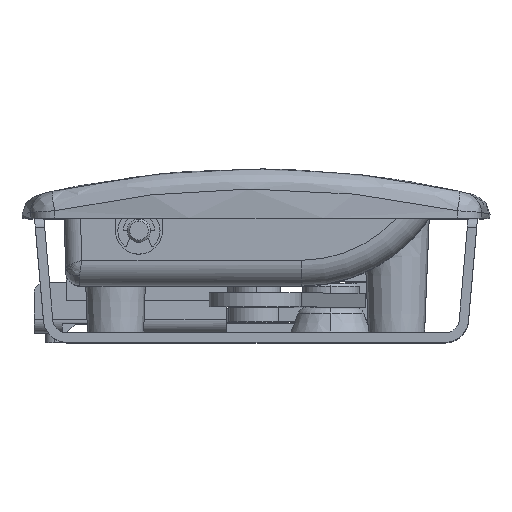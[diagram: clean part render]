
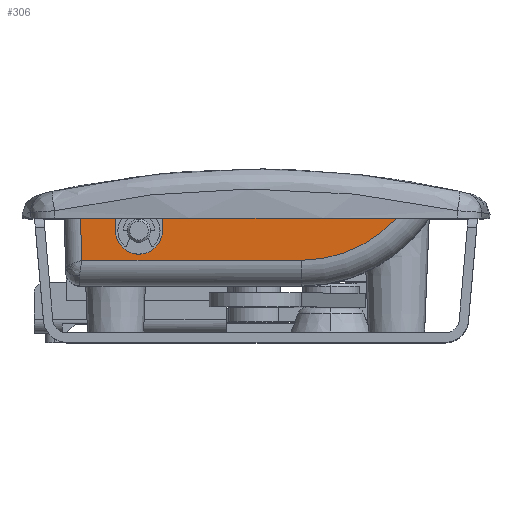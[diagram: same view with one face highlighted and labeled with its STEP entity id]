
A CAD part, top view. The second image highlights one B-rep face of the part: STEP entity #306.
In plain terms, the highlighted planar face has unit normal (0, 0, 1).
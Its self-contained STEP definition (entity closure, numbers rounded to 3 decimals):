
#306 = ADVANCED_FACE ( 'NONE', ( #3916, #9326 ), #13128, .T. ) ;
#341 = EDGE_CURVE ( 'NONE', #3462, #4695, #18448, .T. ) ;
#446 = ORIENTED_EDGE ( 'NONE', *, *, #8810, .T. ) ;
#541 = AXIS2_PLACEMENT_3D ( 'NONE', #17742, #13877, #11940 ) ;
#1483 = VERTEX_POINT ( 'NONE', #17783 ) ;
#2320 = VERTEX_POINT ( 'NONE', #6549 ) ;
#2924 = VERTEX_POINT ( 'NONE', #5145 ) ;
#3022 = EDGE_CURVE ( 'NONE', #2320, #13888, #7213, .T. ) ;
#3223 = EDGE_CURVE ( 'NONE', #8442, #11967, #17709, .T. ) ;
#3241 = VECTOR ( 'NONE', #4722, 1000. ) ;
#3331 = DIRECTION ( 'NONE',  ( 0., -1., 0. ) ) ;
#3462 = VERTEX_POINT ( 'NONE', #15105 ) ;
#3750 = VECTOR ( 'NONE', #7195, 1000. ) ;
#3916 = FACE_OUTER_BOUND ( 'NONE', #12406, .T. ) ;
#4695 = VERTEX_POINT ( 'NONE', #6197 ) ;
#4722 = DIRECTION ( 'NONE',  ( -1., 0., 0. ) ) ;
#4743 = ORIENTED_EDGE ( 'NONE', *, *, #14401, .F. ) ;
#4785 = ORIENTED_EDGE ( 'NONE', *, *, #17790, .F. ) ;
#4807 = CARTESIAN_POINT ( 'NONE',  ( -37.498, 0., 56.5 ) ) ;
#5145 = CARTESIAN_POINT ( 'NONE',  ( 30.02, 2., 56.5 ) ) ;
#5258 = CARTESIAN_POINT ( 'NONE',  ( -37.498, 2., 56.5 ) ) ;
#5328 = DIRECTION ( 'NONE',  ( 1., 0., 0. ) ) ;
#6050 = ORIENTED_EDGE ( 'NONE', *, *, #9066, .T. ) ;
#6197 = CARTESIAN_POINT ( 'NONE',  ( 30.02, 0., 56.5 ) ) ;
#6549 = CARTESIAN_POINT ( 'NONE',  ( -37.498, 2., 56.5 ) ) ;
#6654 = CARTESIAN_POINT ( 'NONE',  ( -30., 0., 56.5 ) ) ;
#6927 = CARTESIAN_POINT ( 'NONE',  ( -20., 0., 56.5 ) ) ;
#7029 = CARTESIAN_POINT ( 'NONE',  ( -30., -2.7, 56.5 ) ) ;
#7045 = DIRECTION ( 'NONE',  ( 0.035, -0.999, 0. ) ) ;
#7195 = DIRECTION ( 'NONE',  ( 0., -1., 0. ) ) ;
#7213 = LINE ( 'NONE', #5258, #14492 ) ;
#7282 = DIRECTION ( 'NONE',  ( 0., 0., 1. ) ) ;
#7739 = EDGE_CURVE ( 'NONE', #11706, #1483, #8789, .T. ) ;
#7833 = ORIENTED_EDGE ( 'NONE', *, *, #7739, .T. ) ;
#7915 = VERTEX_POINT ( 'NONE', #16751 ) ;
#8239 = ORIENTED_EDGE ( 'NONE', *, *, #3022, .T. ) ;
#8376 = DIRECTION ( 'NONE',  ( -1., 0., 0. ) ) ;
#8404 = ORIENTED_EDGE ( 'NONE', *, *, #15138, .T. ) ;
#8442 = VERTEX_POINT ( 'NONE', #7029 ) ;
#8515 = ORIENTED_EDGE ( 'NONE', *, *, #341, .T. ) ;
#8756 = CARTESIAN_POINT ( 'NONE',  ( -30., 0., 56.5 ) ) ;
#8789 = LINE ( 'NONE', #18022, #14137 ) ;
#8810 = EDGE_CURVE ( 'NONE', #1483, #8442, #14091, .T. ) ;
#9012 = CARTESIAN_POINT ( 'NONE',  ( -37.097, -11.483, 56.5 ) ) ;
#9066 = EDGE_CURVE ( 'NONE', #2924, #2320, #12263, .T. ) ;
#9162 = CARTESIAN_POINT ( 'NONE',  ( 30.02, 2., 56.5 ) ) ;
#9247 = CARTESIAN_POINT ( 'NONE',  ( -37.597, -11.5, 56.5 ) ) ;
#9326 = FACE_BOUND ( 'NONE', #11649, .T. ) ;
#9814 = AXIS2_PLACEMENT_3D ( 'NONE', #9247, #7282, #5328 ) ;
#10079 = ORIENTED_EDGE ( 'NONE', *, *, #3223, .T. ) ;
#10323 = CARTESIAN_POINT ( 'NONE',  ( 30.02, 2., 56.5 ) ) ;
#10524 = ORIENTED_EDGE ( 'NONE', *, *, #16680, .T. ) ;
#10558 = LINE ( 'NONE', #6654, #3241 ) ;
#10925 = LINE ( 'NONE', #9012, #16373 ) ;
#11649 = EDGE_LOOP ( 'NONE', ( #7833, #446, #10079, #4785 ) ) ;
#11706 = VERTEX_POINT ( 'NONE', #6927 ) ;
#11856 = DIRECTION ( 'NONE',  ( 1., 0., 0. ) ) ;
#11940 = DIRECTION ( 'NONE',  ( 1., 0., 0. ) ) ;
#11967 = VERTEX_POINT ( 'NONE', #8756 ) ;
#12207 = DIRECTION ( 'NONE',  ( 1., 0., 0. ) ) ;
#12263 = LINE ( 'NONE', #10323, #15386 ) ;
#12406 = EDGE_LOOP ( 'NONE', ( #8239, #8404, #10524, #8515, #4743, #6050 ) ) ;
#13045 = LINE ( 'NONE', #9162, #3750 ) ;
#13128 = PLANE ( 'NONE',  #9814 ) ;
#13242 = AXIS2_PLACEMENT_3D ( 'NONE', #16072, #14144, #12207 ) ;
#13806 = CARTESIAN_POINT ( 'NONE',  ( 9.673, -9., 56.5 ) ) ;
#13844 = DIRECTION ( 'NONE',  ( 0., 1., 0. ) ) ;
#13877 = DIRECTION ( 'NONE',  ( 0., 0., -1. ) ) ;
#13881 = VECTOR ( 'NONE', #11856, 1000. ) ;
#13888 = VERTEX_POINT ( 'NONE', #4807 ) ;
#14091 = CIRCLE ( 'NONE', #541, 5. ) ;
#14137 = VECTOR ( 'NONE', #16080, 1000. ) ;
#14144 = DIRECTION ( 'NONE',  ( 0., 0., 1. ) ) ;
#14401 = EDGE_CURVE ( 'NONE', #2924, #4695, #13045, .T. ) ;
#14492 = VECTOR ( 'NONE', #3331, 1000. ) ;
#15105 = CARTESIAN_POINT ( 'NONE',  ( 9.673, -9., 56.5 ) ) ;
#15138 = EDGE_CURVE ( 'NONE', #13888, #7915, #10925, .T. ) ;
#15386 = VECTOR ( 'NONE', #8376, 1000. ) ;
#15779 = CARTESIAN_POINT ( 'NONE',  ( -30., -2.7, 56.5 ) ) ;
#16072 = CARTESIAN_POINT ( 'NONE',  ( 9.673, 18.5, 56.5 ) ) ;
#16080 = DIRECTION ( 'NONE',  ( 0., -1., 0. ) ) ;
#16373 = VECTOR ( 'NONE', #7045, 1000. ) ;
#16680 = EDGE_CURVE ( 'NONE', #7915, #3462, #17660, .T. ) ;
#16751 = CARTESIAN_POINT ( 'NONE',  ( -37.184, -9., 56.5 ) ) ;
#17045 = VECTOR ( 'NONE', #13844, 1000. ) ;
#17660 = LINE ( 'NONE', #13806, #13881 ) ;
#17709 = LINE ( 'NONE', #15779, #17045 ) ;
#17742 = CARTESIAN_POINT ( 'NONE',  ( -25., -2.7, 56.5 ) ) ;
#17783 = CARTESIAN_POINT ( 'NONE',  ( -20., -2.7, 56.5 ) ) ;
#17790 = EDGE_CURVE ( 'NONE', #11706, #11967, #10558, .T. ) ;
#18022 = CARTESIAN_POINT ( 'NONE',  ( -20., -2.7, 56.5 ) ) ;
#18448 = CIRCLE ( 'NONE', #13242, 27.5 ) ;
